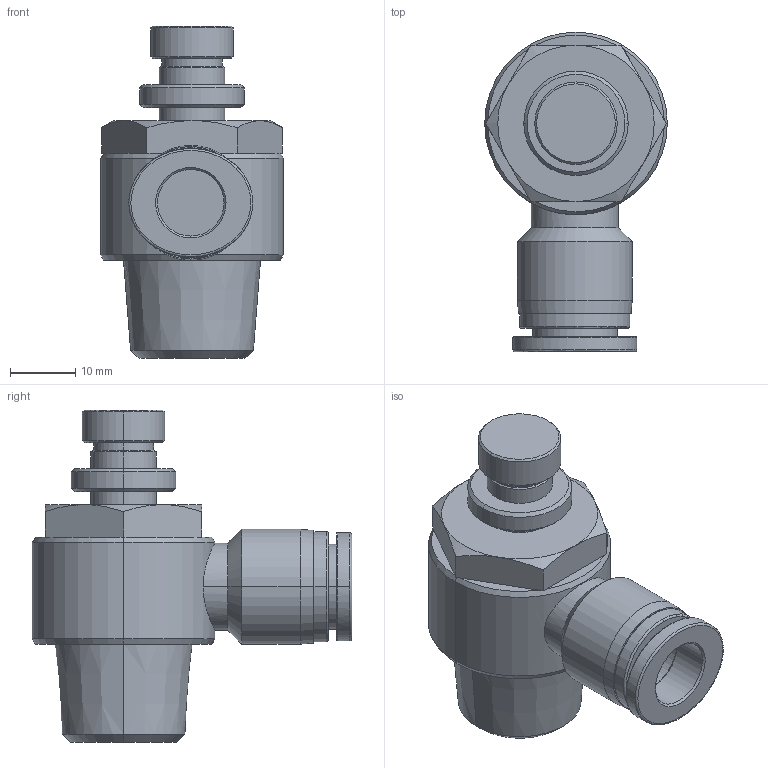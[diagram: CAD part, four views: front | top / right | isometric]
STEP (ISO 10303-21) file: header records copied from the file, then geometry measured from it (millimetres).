
FILE_DESCRIPTION((''),'2;1');
FILE_NAME('NSE1004-mdt.stp','2017-07-22T08:52:27',(''),(''),'Mechanical Desktop 2009','Mechanical Desktop 2009',', , ');
FILE_SCHEMA(('CONFIG_CONTROL_DESIGN'));
Length unit declared in the file: millimetre
Products named in the file (7): NSE1004-MDTA; NSE1004-MDT; NSE; COLLAR-06L; R03; R04; COLLAR-10L
Assembly tree (6 placements, depth 3):
  NSE1004-MDTA
    NSE1004-MDT
    NSE
      COLLAR-06L
      R03
    R04
    COLLAR-10L
Bounding box: 28 x 49 x 50.9 mm (x, y, z)
Volume: 21852.1 mm3; surface area: 6865 mm2
Topology: 1 solids, 1 shells, 96 faces, 206 edges, 124 vertices
Faces by surface type: plane 32, cone 30, cylinder 24, torus 6, bspline 4
Entity records: 3345 total; most frequent: CARTESIAN_POINT 1063, DIRECTION 496, ORIENTED_EDGE 412, AXIS2_PLACEMENT_3D 211, EDGE_CURVE 206, VERTEX_POINT 124, CIRCLE 112, EDGE_LOOP 108
